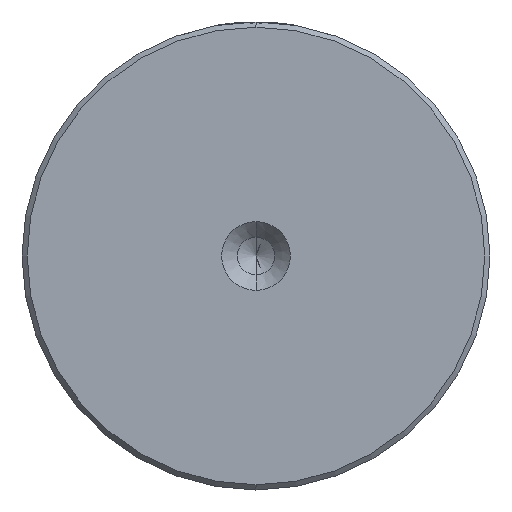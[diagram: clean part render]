
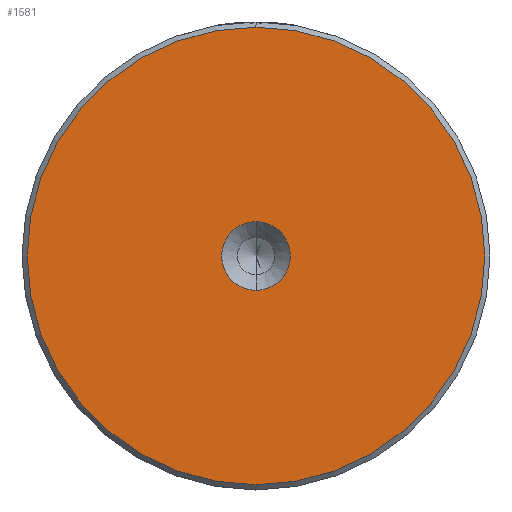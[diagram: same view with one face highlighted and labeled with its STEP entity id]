
A CAD part, left-side view. The second image highlights one B-rep face of the part: STEP entity #1581.
In plain terms, the highlighted planar face has unit normal (-1, 0, 0).
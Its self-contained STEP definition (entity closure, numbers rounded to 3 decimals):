
#299 = ORIENTED_EDGE ( 'NONE', *, *, #966, .F. ) ;
#301 = EDGE_LOOP ( 'NONE', ( #1073, #299 ) ) ;
#330 = DIRECTION ( 'NONE',  ( -1., 0., 0. ) ) ;
#356 = AXIS2_PLACEMENT_3D ( 'NONE', #1683, #556, #1870 ) ;
#397 = ORIENTED_EDGE ( 'NONE', *, *, #1549, .T. ) ;
#502 = PLANE ( 'NONE',  #1506 ) ;
#556 = DIRECTION ( 'NONE',  ( -1., 0., 0. ) ) ;
#642 = EDGE_CURVE ( 'NONE', #1700, #2373, #2470, .T. ) ;
#683 = CARTESIAN_POINT ( 'NONE',  ( 0., 0., 0. ) ) ;
#754 = CARTESIAN_POINT ( 'NONE',  ( 0., 0., 22. ) ) ;
#777 = FACE_OUTER_BOUND ( 'NONE', #1564, .T. ) ;
#832 = EDGE_CURVE ( 'NONE', #1447, #2143, #1690, .T. ) ;
#873 = ORIENTED_EDGE ( 'NONE', *, *, #642, .T. ) ;
#879 = CARTESIAN_POINT ( 'NONE',  ( 0., 0., 3.3 ) ) ;
#881 = DIRECTION ( 'NONE',  ( 0., 0., 1. ) ) ;
#966 = EDGE_CURVE ( 'NONE', #2143, #1447, #1031, .T. ) ;
#1031 = CIRCLE ( 'NONE', #1800, 3.3 ) ;
#1062 = AXIS2_PLACEMENT_3D ( 'NONE', #1424, #1403, #1242 ) ;
#1073 = ORIENTED_EDGE ( 'NONE', *, *, #832, .F. ) ;
#1083 = CARTESIAN_POINT ( 'NONE',  ( 0., 0., -22. ) ) ;
#1242 = DIRECTION ( 'NONE',  ( 0., 0., 1. ) ) ;
#1275 = FACE_BOUND ( 'NONE', #301, .T. ) ;
#1341 = CIRCLE ( 'NONE', #356, 22. ) ;
#1403 = DIRECTION ( 'NONE',  ( -1., 0., 0. ) ) ;
#1424 = CARTESIAN_POINT ( 'NONE',  ( 0., 0., 0. ) ) ;
#1447 = VERTEX_POINT ( 'NONE', #879 ) ;
#1479 = CARTESIAN_POINT ( 'NONE',  ( 0., 0., 0. ) ) ;
#1506 = AXIS2_PLACEMENT_3D ( 'NONE', #683, #2005, #881 ) ;
#1549 = EDGE_CURVE ( 'NONE', #2373, #1700, #1341, .T. ) ;
#1564 = EDGE_LOOP ( 'NONE', ( #397, #873 ) ) ;
#1581 = ADVANCED_FACE ( 'NONE', ( #777, #1275 ), #502, .T. ) ;
#1658 = DIRECTION ( 'NONE',  ( 0., 0., 1. ) ) ;
#1660 = CARTESIAN_POINT ( 'NONE',  ( 0., 0., -3.3 ) ) ;
#1683 = CARTESIAN_POINT ( 'NONE',  ( 0., 0., 0. ) ) ;
#1690 = CIRCLE ( 'NONE', #1062, 3.3 ) ;
#1700 = VERTEX_POINT ( 'NONE', #754 ) ;
#1800 = AXIS2_PLACEMENT_3D ( 'NONE', #1479, #330, #1658 ) ;
#1870 = DIRECTION ( 'NONE',  ( 0., 0., 1. ) ) ;
#1981 = AXIS2_PLACEMENT_3D ( 'NONE', #2212, #2042, #2033 ) ;
#2005 = DIRECTION ( 'NONE',  ( -1., 0., 0. ) ) ;
#2033 = DIRECTION ( 'NONE',  ( 0., 0., 1. ) ) ;
#2042 = DIRECTION ( 'NONE',  ( -1., 0., 0. ) ) ;
#2143 = VERTEX_POINT ( 'NONE', #1660 ) ;
#2212 = CARTESIAN_POINT ( 'NONE',  ( 0., 0., 0. ) ) ;
#2373 = VERTEX_POINT ( 'NONE', #1083 ) ;
#2470 = CIRCLE ( 'NONE', #1981, 22. ) ;
